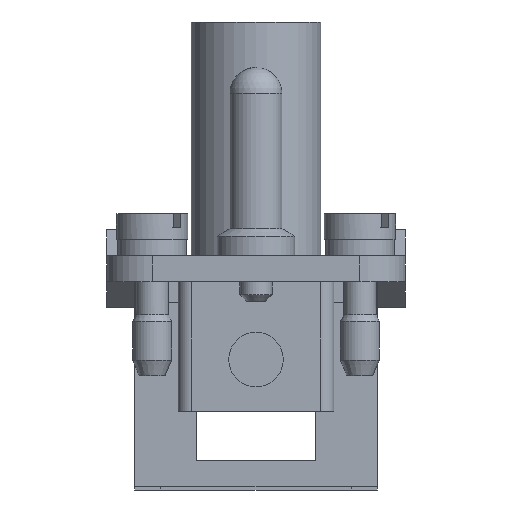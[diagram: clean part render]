
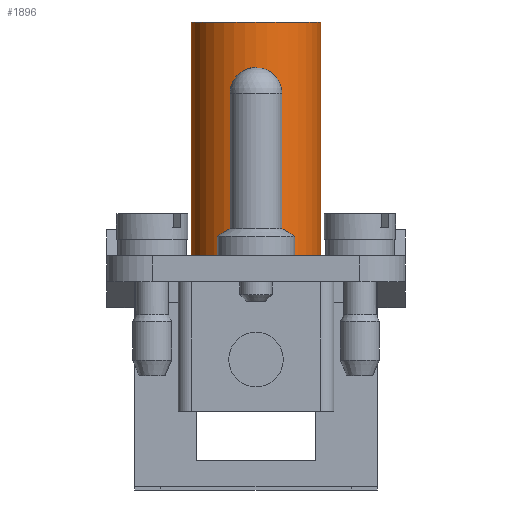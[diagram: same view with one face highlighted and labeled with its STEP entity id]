
A CAD part, left-side view. The second image highlights one B-rep face of the part: STEP entity #1896.
In plain terms, the highlighted cylindrical face has radius 5 mm (diameter 10 mm), a full revolution.
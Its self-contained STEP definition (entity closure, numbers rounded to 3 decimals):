
#1589=CYLINDRICAL_SURFACE('',#6549,5.);
#1896=ADVANCED_FACE('',(#2447,#2448),#1589,.T.);
#2326=CIRCLE('',#6547,5.);
#2327=CIRCLE('',#6548,5.);
#2447=FACE_BOUND('',#2662,.T.);
#2448=FACE_BOUND('',#2663,.T.);
#2662=EDGE_LOOP('',(#3445));
#2663=EDGE_LOOP('',(#3446));
#3445=ORIENTED_EDGE('',*,*,#4906,.T.);
#3446=ORIENTED_EDGE('',*,*,#4907,.T.);
#4381=VERTEX_POINT('',#8732);
#4382=VERTEX_POINT('',#8734);
#4906=EDGE_CURVE('',#4381,#4381,#2326,.T.);
#4907=EDGE_CURVE('',#4382,#4382,#2327,.T.);
#6547=AXIS2_PLACEMENT_3D('',#8731,#7354,#7355);
#6548=AXIS2_PLACEMENT_3D('',#8733,#7356,#7357);
#6549=AXIS2_PLACEMENT_3D('',#8735,#7358,#7359);
#7354=DIRECTION('',(0.,0.,1.));
#7355=DIRECTION('',(0.,-1.,0.));
#7356=DIRECTION('',(0.,0.,-1.));
#7357=DIRECTION('',(0.415,0.91,0.));
#7358=DIRECTION('',(0.,0.,1.));
#7359=DIRECTION('',(-1.,0.,0.));
#8731=CARTESIAN_POINT('',(23.2,0.,2.));
#8732=CARTESIAN_POINT('',(28.2,0.,2.));
#8733=CARTESIAN_POINT('',(23.2,0.,20.));
#8734=CARTESIAN_POINT('',(18.2,0.,20.));
#8735=CARTESIAN_POINT('',(23.2,0.,2.));
